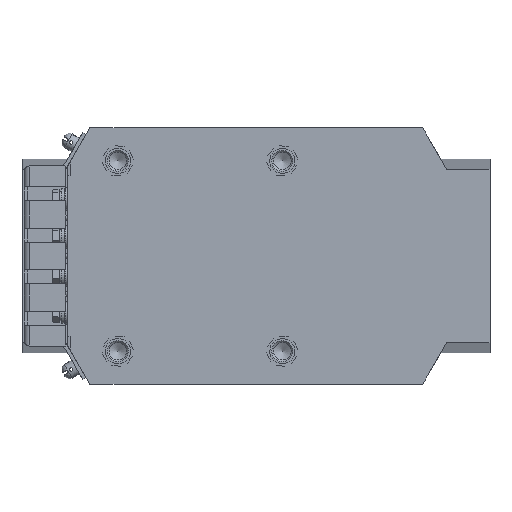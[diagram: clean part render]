
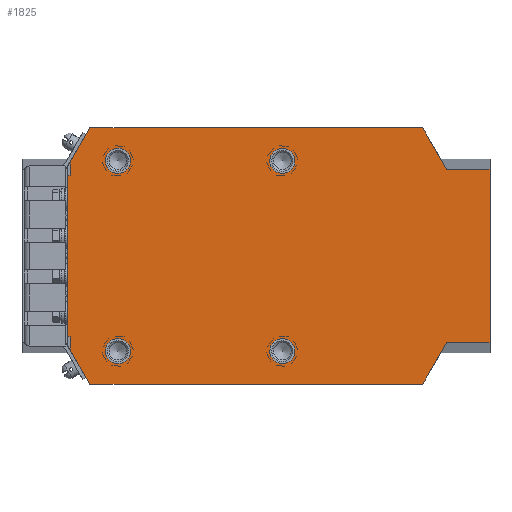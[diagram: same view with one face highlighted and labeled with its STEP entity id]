
A CAD part, front view. The second image highlights one B-rep face of the part: STEP entity #1825.
In plain terms, the highlighted planar face has unit normal (0, -1, 0).
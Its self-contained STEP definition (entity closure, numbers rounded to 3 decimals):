
#1825=ADVANCED_FACE('',(#56224,#56226,#56228,#56230,#56232),#56234,.F.);
#56224=FACE_BOUND('',#56225,.T.);
#56225=EDGE_LOOP('',(#99275,#99276,#99277,#99278,#99279,#99280,#99281,#99282,#99283,
#99284,#99285,#99286,#99287,#99288));
#56226=FACE_BOUND('',#56227,.T.);
#56227=EDGE_LOOP('',(#99289));
#56228=FACE_BOUND('',#56229,.T.);
#56229=EDGE_LOOP('',(#99290));
#56230=FACE_BOUND('',#56231,.T.);
#56231=EDGE_LOOP('',(#99291));
#56232=FACE_BOUND('',#56233,.T.);
#56233=EDGE_LOOP('',(#99292));
#56234=PLANE('',#56235);
#56235=AXIS2_PLACEMENT_3D('',#56236,#56237,#56238);
#56236=CARTESIAN_POINT('',(0.,0.,0.));
#56237=DIRECTION('',(-0.,1.,0.));
#56238=DIRECTION('',(1.,0.,0.));
#99275=ORIENTED_EDGE('',*,*,#133412,.F.);
#99276=ORIENTED_EDGE('',*,*,#133413,.T.);
#99277=ORIENTED_EDGE('',*,*,#133414,.F.);
#99278=ORIENTED_EDGE('',*,*,#133415,.F.);
#99279=ORIENTED_EDGE('',*,*,#133380,.F.);
#99280=ORIENTED_EDGE('',*,*,#133377,.F.);
#99281=ORIENTED_EDGE('',*,*,#133366,.F.);
#99282=ORIENTED_EDGE('',*,*,#133375,.F.);
#99283=ORIENTED_EDGE('',*,*,#133372,.F.);
#99284=ORIENTED_EDGE('',*,*,#133416,.F.);
#99285=ORIENTED_EDGE('',*,*,#133417,.F.);
#99286=ORIENTED_EDGE('',*,*,#133418,.T.);
#99287=ORIENTED_EDGE('',*,*,#133419,.F.);
#99288=ORIENTED_EDGE('',*,*,#133420,.T.);
#99289=ORIENTED_EDGE('',*,*,#133421,.T.);
#99290=ORIENTED_EDGE('',*,*,#133422,.T.);
#99291=ORIENTED_EDGE('',*,*,#133423,.T.);
#99292=ORIENTED_EDGE('',*,*,#133424,.T.);
#133366=EDGE_CURVE('',#150461,#150436,#150463,.T.);
#133372=EDGE_CURVE('',#150473,#150475,#150476,.T.);
#133375=EDGE_CURVE('',#150475,#150461,#150479,.T.);
#133377=EDGE_CURVE('',#150436,#150482,#150483,.T.);
#133380=EDGE_CURVE('',#150482,#150487,#150488,.T.);
#133412=EDGE_CURVE('',#150539,#150540,#150541,.T.);
#133413=EDGE_CURVE('',#150539,#150542,#150543,.F.);
#133414=EDGE_CURVE('',#150544,#150542,#150545,.T.);
#133415=EDGE_CURVE('',#150487,#150544,#150546,.T.);
#133416=EDGE_CURVE('',#150547,#150473,#150548,.T.);
#133417=EDGE_CURVE('',#150549,#150547,#150550,.T.);
#133418=EDGE_CURVE('',#150549,#150551,#150552,.F.);
#133419=EDGE_CURVE('',#150553,#150551,#150554,.T.);
#133420=EDGE_CURVE('',#150553,#150540,#150555,.F.);
#133421=EDGE_CURVE('',#150556,#150556,#150557,.F.);
#133422=EDGE_CURVE('',#150558,#150558,#150559,.F.);
#133423=EDGE_CURVE('',#150560,#150560,#150561,.F.);
#133424=EDGE_CURVE('',#150562,#150562,#150563,.F.);
#150436=VERTEX_POINT('',#178940);
#150461=VERTEX_POINT('',#178991);
#150463=LINE('',#178995,#178996);
#150473=VERTEX_POINT('',#179016);
#150475=VERTEX_POINT('',#179020);
#150476=LINE('',#179021,#179022);
#150479=LINE('',#179030,#179031);
#150482=VERTEX_POINT('',#179037);
#150483=LINE('',#179038,#179039);
#150487=VERTEX_POINT('',#179048);
#150488=LINE('',#179049,#179050);
#150539=VERTEX_POINT('',#179171);
#150540=VERTEX_POINT('',#179172);
#150541=LINE('',#179173,#179174);
#150542=VERTEX_POINT('',#179176);
#150543=LINE('',#179177,#179178);
#150544=VERTEX_POINT('',#179180);
#150545=LINE('',#179181,#179182);
#150546=LINE('',#179184,#179185);
#150547=VERTEX_POINT('',#179187);
#150548=LINE('',#179188,#179189);
#150549=VERTEX_POINT('',#179191);
#150550=LINE('',#179192,#179193);
#150551=VERTEX_POINT('',#179195);
#150552=LINE('',#179196,#179197);
#150553=VERTEX_POINT('',#179199);
#150554=LINE('',#179200,#179201);
#150555=LINE('',#179203,#179204);
#150556=VERTEX_POINT('',#179206);
#150557=CIRCLE('',#179207,7.25);
#150558=VERTEX_POINT('',#179211);
#150559=CIRCLE('',#179212,7.25);
#150560=VERTEX_POINT('',#179216);
#150561=CIRCLE('',#179217,7.25);
#150562=VERTEX_POINT('',#179221);
#150563=CIRCLE('',#179222,7.25);
#178940=CARTESIAN_POINT('',(135.,0.,-50.));
#178991=CARTESIAN_POINT('',(135.,0.,50.));
#178995=CARTESIAN_POINT('',(135.,0.,50.));
#178996=VECTOR('',#178997,1.);
#178997=DIRECTION('',(0.,0.,-1.));
#179016=CARTESIAN_POINT('',(96.144,0.,74.));
#179020=CARTESIAN_POINT('',(110.,0.,50.));
#179021=CARTESIAN_POINT('',(96.144,0.,74.));
#179022=VECTOR('',#179023,1.);
#179023=DIRECTION('',(0.5,0.,-0.866));
#179030=CARTESIAN_POINT('',(110.,0.,50.));
#179031=VECTOR('',#179032,1.);
#179032=DIRECTION('',(1.,0.,0.));
#179037=CARTESIAN_POINT('',(110.,0.,-50.));
#179038=CARTESIAN_POINT('',(135.,0.,-50.));
#179039=VECTOR('',#179040,1.);
#179040=DIRECTION('',(-1.,0.,0.));
#179048=CARTESIAN_POINT('',(96.144,0.,-74.));
#179049=CARTESIAN_POINT('',(110.,0.,-50.));
#179050=VECTOR('',#179051,1.);
#179051=DIRECTION('',(-0.5,0.,-0.866));
#179171=CARTESIAN_POINT('',(-107.5,0.,-46.631));
#179172=CARTESIAN_POINT('',(-109.,0.,-46.5));
#179173=CARTESIAN_POINT('',(-107.5,0.,-46.631));
#179174=VECTOR('',#179175,1.);
#179175=DIRECTION('',(-0.996,0.,0.087));
#179176=CARTESIAN_POINT('',(-107.5,0.,-54.33));
#179177=CARTESIAN_POINT('',(-107.5,0.,-54.33));
#179178=VECTOR('',#179179,1.);
#179179=DIRECTION('',(0.,0.,1.));
#179180=CARTESIAN_POINT('',(-96.144,0.,-74.));
#179181=CARTESIAN_POINT('',(-96.144,0.,-74.));
#179182=VECTOR('',#179183,1.);
#179183=DIRECTION('',(-0.5,0.,0.866));
#179184=CARTESIAN_POINT('',(96.144,0.,-74.));
#179185=VECTOR('',#179186,1.);
#179186=DIRECTION('',(-1.,0.,0.));
#179187=CARTESIAN_POINT('',(-96.144,0.,74.));
#179188=CARTESIAN_POINT('',(-96.144,0.,74.));
#179189=VECTOR('',#179190,1.);
#179190=DIRECTION('',(1.,0.,0.));
#179191=CARTESIAN_POINT('',(-107.5,0.,54.33));
#179192=CARTESIAN_POINT('',(-107.5,0.,54.33));
#179193=VECTOR('',#179194,1.);
#179194=DIRECTION('',(0.5,0.,0.866));
#179195=CARTESIAN_POINT('',(-107.5,0.,46.631));
#179196=CARTESIAN_POINT('',(-107.5,0.,46.631));
#179197=VECTOR('',#179198,1.);
#179198=DIRECTION('',(0.,0.,1.));
#179199=CARTESIAN_POINT('',(-109.,0.,46.5));
#179200=CARTESIAN_POINT('',(-109.,0.,46.5));
#179201=VECTOR('',#179202,1.);
#179202=DIRECTION('',(0.996,0.,0.087));
#179203=CARTESIAN_POINT('',(-109.,0.,-46.5));
#179204=VECTOR('',#179205,1.);
#179205=DIRECTION('',(0.,0.,1.));
#179206=CARTESIAN_POINT('',(-76.945,0.,48.425));
#179207=AXIS2_PLACEMENT_3D('',#179208,#179209,#179210);
#179208=CARTESIAN_POINT('',(-80.,0.,55.));
#179209=DIRECTION('',(0.,-1.,-0.));
#179210=DIRECTION('',(0.421,0.,-0.907));
#179211=CARTESIAN_POINT('',(18.055,0.,48.425));
#179212=AXIS2_PLACEMENT_3D('',#179213,#179214,#179215);
#179213=CARTESIAN_POINT('',(15.,0.,55.));
#179214=DIRECTION('',(0.,-1.,-0.));
#179215=DIRECTION('',(0.421,0.,-0.907));
#179216=CARTESIAN_POINT('',(18.055,0.,-61.575));
#179217=AXIS2_PLACEMENT_3D('',#179218,#179219,#179220);
#179218=CARTESIAN_POINT('',(15.,0.,-55.));
#179219=DIRECTION('',(0.,-1.,-0.));
#179220=DIRECTION('',(0.421,0.,-0.907));
#179221=CARTESIAN_POINT('',(-76.945,0.,-61.575));
#179222=AXIS2_PLACEMENT_3D('',#179223,#179224,#179225);
#179223=CARTESIAN_POINT('',(-80.,0.,-55.));
#179224=DIRECTION('',(0.,-1.,-0.));
#179225=DIRECTION('',(0.421,0.,-0.907));
